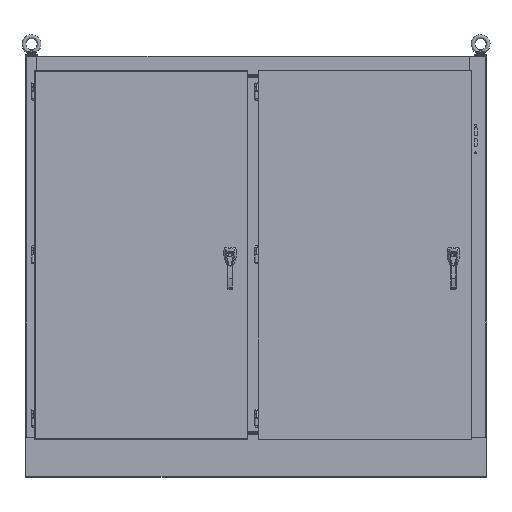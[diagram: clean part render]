
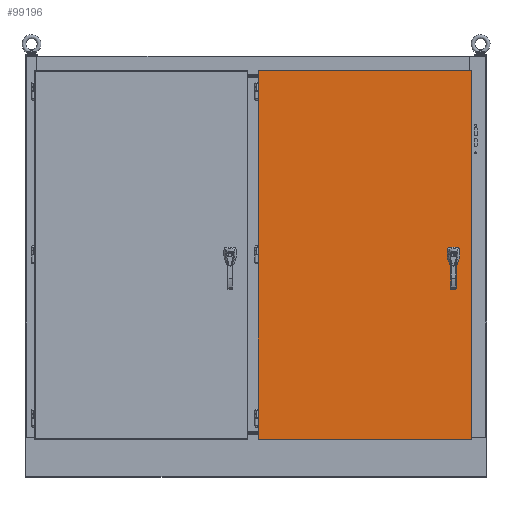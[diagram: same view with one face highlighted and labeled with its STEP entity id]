
A CAD part, top view. The second image highlights one B-rep face of the part: STEP entity #99196.
In plain terms, the highlighted face is planar.
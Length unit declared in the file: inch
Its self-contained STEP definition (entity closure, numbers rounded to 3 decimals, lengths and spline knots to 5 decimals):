
#3022 = AXIS2_PLACEMENT_3D ( 'NONE', #146095, #159752, #103182 ) ;
#8056 = CARTESIAN_POINT ( 'NONE',  ( 76.28046, -19.36831, 69.52978 ) ) ;
#9796 = LINE ( 'NONE', #34544, #156926 ) ;
#10344 = CARTESIAN_POINT ( 'NONE',  ( 76.28046, -19.36831, 69.52978 ) ) ;
#12251 = VECTOR ( 'NONE', #115216, 39.37008 ) ;
#13492 = LINE ( 'NONE', #10344, #26309 ) ;
#19002 = EDGE_CURVE ( 'NONE', #169289, #150511, #161425, .T. ) ;
#21855 = ORIENTED_EDGE ( 'NONE', *, *, #19002, .T. ) ;
#26309 = VECTOR ( 'NONE', #118149, 39.37008 ) ;
#30791 = EDGE_CURVE ( 'NONE', #89972, #169289, #174393, .T. ) ;
#34544 = CARTESIAN_POINT ( 'NONE',  ( 39.78005, -19.36831, 69.52978 ) ) ;
#41521 = DIRECTION ( 'NONE',  ( 0., 0., -1. ) ) ;
#51091 = CARTESIAN_POINT ( 'NONE',  ( 76.28046, -19.36831, 6.40519 ) ) ;
#54480 = ORIENTED_EDGE ( 'NONE', *, *, #159740, .F. ) ;
#54661 = CARTESIAN_POINT ( 'NONE',  ( 39.78005, -19.36831, 69.52978 ) ) ;
#59289 = VERTEX_POINT ( 'NONE', #8056 ) ;
#78492 = ORIENTED_EDGE ( 'NONE', *, *, #30791, .T. ) ;
#79699 = EDGE_CURVE ( 'NONE', #59289, #150511, #13492, .T. ) ;
#87040 = CARTESIAN_POINT ( 'NONE',  ( 39.78005, -19.36831, 6.40519 ) ) ;
#89972 = VERTEX_POINT ( 'NONE', #120129 ) ;
#91074 = DIRECTION ( 'NONE',  ( 1., 0., 0. ) ) ;
#93646 = FACE_OUTER_BOUND ( 'NONE', #111872, .T. ) ;
#99196 = ADVANCED_FACE ( 'NONE', ( #93646 ), #104955, .T. ) ;
#101684 = ORIENTED_EDGE ( 'NONE', *, *, #79699, .F. ) ;
#101810 = VECTOR ( 'NONE', #41521, 39.37008 ) ;
#103182 = DIRECTION ( 'NONE',  ( 1., 0., 0. ) ) ;
#104955 = PLANE ( 'NONE',  #3022 ) ;
#111872 = EDGE_LOOP ( 'NONE', ( #78492, #21855, #101684, #54480 ) ) ;
#115216 = DIRECTION ( 'NONE',  ( 1., 0., 0. ) ) ;
#118149 = DIRECTION ( 'NONE',  ( 0., 0., -1. ) ) ;
#120129 = CARTESIAN_POINT ( 'NONE',  ( 39.78005, -19.36831, 69.52978 ) ) ;
#128385 = CARTESIAN_POINT ( 'NONE',  ( 39.78005, -19.36831, 6.40519 ) ) ;
#146095 = CARTESIAN_POINT ( 'NONE',  ( 38.25, -19.36831, 0. ) ) ;
#150511 = VERTEX_POINT ( 'NONE', #51091 ) ;
#156926 = VECTOR ( 'NONE', #91074, 39.37008 ) ;
#159740 = EDGE_CURVE ( 'NONE', #89972, #59289, #9796, .T. ) ;
#159752 = DIRECTION ( 'NONE',  ( 0., -1., 0. ) ) ;
#161425 = LINE ( 'NONE', #128385, #12251 ) ;
#169289 = VERTEX_POINT ( 'NONE', #87040 ) ;
#174393 = LINE ( 'NONE', #54661, #101810 ) ;
